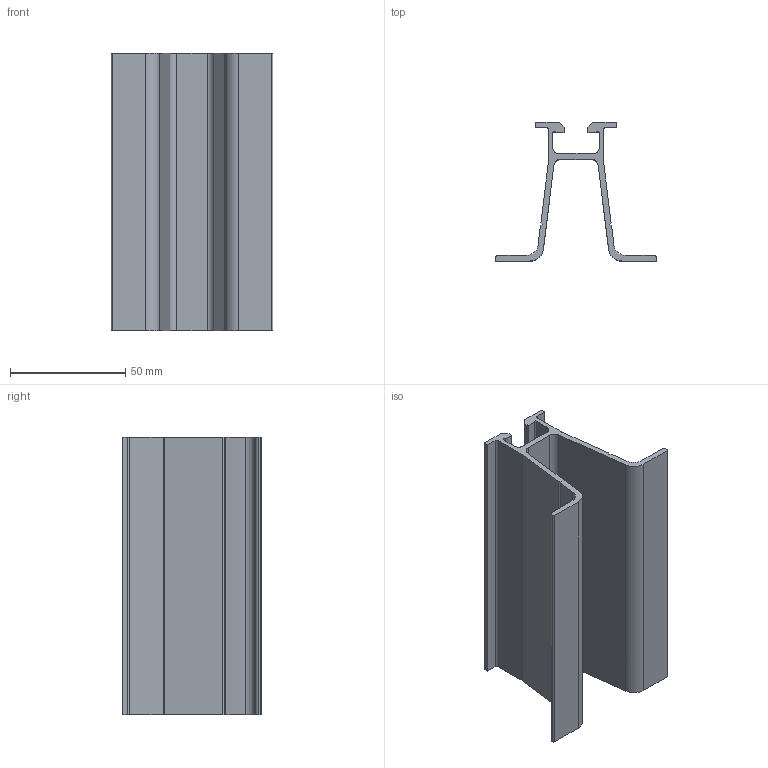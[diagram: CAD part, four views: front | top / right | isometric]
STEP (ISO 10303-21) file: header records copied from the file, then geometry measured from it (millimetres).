
FILE_DESCRIPTION (( 'STEP AP203' ), '1' );
FILE_NAME ('084.106.901.STEP', '2013-01-23T14:28:17', ( 'Alusic' ), ( 'Alusic' ), 'SwSTEP 2.0', 'SolidWorks 2011', '' );
FILE_SCHEMA (( 'CONFIG_CONTROL_DESIGN' ));
Length unit declared in the file: millimetre
Products named in the file (1): 084.106.901
Bounding box: 70 x 60 x 120 mm (x, y, z)
Volume: 58191.9 mm3; surface area: 46934.2 mm2
Topology: 1 solids, 1 shells, 54 faces, 156 edges, 104 vertices
Faces by surface type: plane 36, cylinder 18
Entity records: 1853 total; most frequent: CARTESIAN_POINT 315, ORIENTED_EDGE 312, DIRECTION 302, EDGE_CURVE 156, VECTOR 120, LINE 120, VERTEX_POINT 104, AXIS2_PLACEMENT_3D 91
